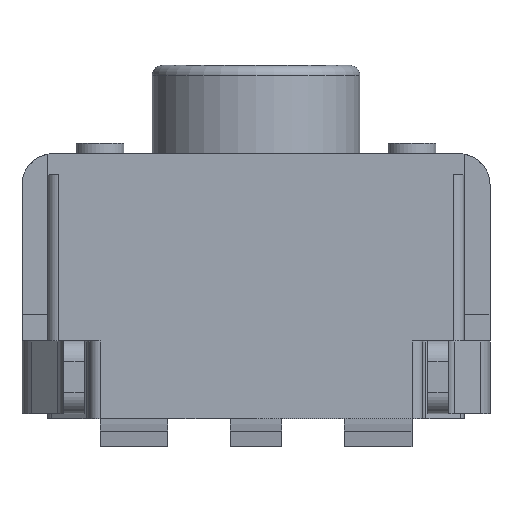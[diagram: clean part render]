
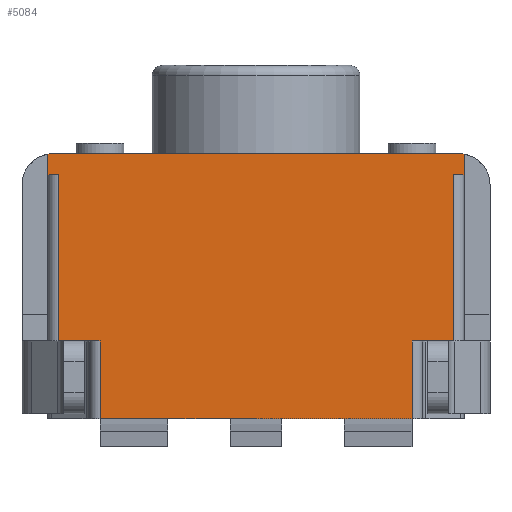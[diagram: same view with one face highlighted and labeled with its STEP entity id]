
A CAD part, front view. The second image highlights one B-rep face of the part: STEP entity #5084.
In plain terms, the highlighted planar face has unit normal (0, -1, 0).
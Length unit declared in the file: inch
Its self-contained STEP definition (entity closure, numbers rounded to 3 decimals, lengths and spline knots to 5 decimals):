
#1002=CARTESIAN_POINT('',(0.0748,-0.06299,0.09252));
#1003=VERTEX_POINT('',#1002);
#1011=CARTESIAN_POINT('',(0.07874,-0.06299,0.09252));
#1012=VERTEX_POINT('',#1011);
#1019=CARTESIAN_POINT('',(0.07874,-0.06299,0.09252));
#1020=DIRECTION('',(-1.0,0.0,0.0));
#1021=VECTOR('',#1020,0.00394);
#1022=LINE('',#1019,#1021);
#1023=EDGE_CURVE('',#1012,#1003,#1022,.T.);
#1033=CARTESIAN_POINT('',(-0.0748,-0.06299,0.09252));
#1034=VERTEX_POINT('',#1033);
#1044=CARTESIAN_POINT('',(-0.07874,-0.06299,0.09252));
#1045=VERTEX_POINT('',#1044);
#1046=CARTESIAN_POINT('',(-0.0748,-0.06299,0.09252));
#1047=DIRECTION('',(-1.0,0.0,0.0));
#1048=VECTOR('',#1047,0.00394);
#1049=LINE('',#1046,#1048);
#1050=EDGE_CURVE('',#1034,#1045,#1049,.T.);
#1424=CARTESIAN_POINT('',(0.07677,-0.06299,0.10039));
#1425=VERTEX_POINT('',#1424);
#1432=CARTESIAN_POINT('',(0.07874,-0.06299,0.10023));
#1433=VERTEX_POINT('',#1432);
#1434=CARTESIAN_POINT('',(0.07677,-0.06299,0.08858));
#1435=DIRECTION('',(0.0,1.0,0.0));
#1436=DIRECTION('',(0.707,0.0,0.707));
#1437=AXIS2_PLACEMENT_3D('',#1434,#1435,#1436);
#1438=CIRCLE('',#1437,0.01181);
#1439=EDGE_CURVE('',#1425,#1433,#1438,.T.);
#1546=CARTESIAN_POINT('',(-0.07677,-0.06299,0.10039));
#1547=VERTEX_POINT('',#1546);
#1554=CARTESIAN_POINT('',(0.07677,-0.06299,0.10039));
#1555=DIRECTION('',(-1.0,0.0,0.0));
#1556=VECTOR('',#1555,0.15354);
#1557=LINE('',#1554,#1556);
#1558=EDGE_CURVE('',#1425,#1547,#1557,.T.);
#1976=CARTESIAN_POINT('',(-0.07874,-0.06299,0.10023));
#1977=VERTEX_POINT('',#1976);
#1984=CARTESIAN_POINT('',(-0.07677,-0.06299,0.08858));
#1985=DIRECTION('',(0.0,1.0,0.0));
#1986=DIRECTION('',(-0.707,0.0,0.707));
#1987=AXIS2_PLACEMENT_3D('',#1984,#1985,#1986);
#1988=CIRCLE('',#1987,0.01181);
#1989=EDGE_CURVE('',#1977,#1547,#1988,.T.);
#3501=CARTESIAN_POINT('',(-0.07874,-0.06299,0.09252));
#3502=DIRECTION('',(0.0,0.0,1.0));
#3503=VECTOR('',#3502,0.00771);
#3504=LINE('',#3501,#3503);
#3505=EDGE_CURVE('',#1045,#1977,#3504,.T.);
#3609=CARTESIAN_POINT('',(0.0748,-0.06299,0.02953));
#3610=VERTEX_POINT('',#3609);
#3618=CARTESIAN_POINT('',(0.05906,-0.06299,0.02953));
#3619=VERTEX_POINT('',#3618);
#3620=CARTESIAN_POINT('',(0.0748,-0.06299,0.02953));
#3621=DIRECTION('',(-1.0,0.0,0.0));
#3622=VECTOR('',#3621,0.01575);
#3623=LINE('',#3620,#3622);
#3624=EDGE_CURVE('',#3610,#3619,#3623,.T.);
#4345=CARTESIAN_POINT('',(0.05906,-0.06299,0.));
#4346=VERTEX_POINT('',#4345);
#4354=CARTESIAN_POINT('',(-0.05906,-0.06299,0.));
#4355=VERTEX_POINT('',#4354);
#4356=CARTESIAN_POINT('',(0.05906,-0.06299,0.));
#4357=DIRECTION('',(-1.0,0.0,0.0));
#4358=VECTOR('',#4357,0.11811);
#4359=LINE('',#4356,#4358);
#4360=EDGE_CURVE('',#4346,#4355,#4359,.T.);
#4511=CARTESIAN_POINT('',(0.07874,-0.06299,0.09252));
#4512=DIRECTION('',(0.0,0.0,1.0));
#4513=VECTOR('',#4512,0.00771);
#4514=LINE('',#4511,#4513);
#4515=EDGE_CURVE('',#1012,#1433,#4514,.T.);
#5028=CARTESIAN_POINT('',(0.0748,-0.06299,0.09252));
#5029=DIRECTION('',(0.0,0.0,-1.0));
#5030=VECTOR('',#5029,0.06299);
#5031=LINE('',#5028,#5030);
#5032=EDGE_CURVE('',#1003,#3610,#5031,.T.);
#5039=CARTESIAN_POINT('',(0.08661,-0.06299,-0.00502));
#5040=DIRECTION('',(0.0,-1.0,0.0));
#5041=DIRECTION('',(0.0,0.0,-1.0));
#5042=AXIS2_PLACEMENT_3D('',#5039,#5040,#5041);
#5043=PLANE('',#5042);
#5044=ORIENTED_EDGE('',*,*,#5032,.F.);
#5045=ORIENTED_EDGE('',*,*,#1023,.F.);
#5046=ORIENTED_EDGE('',*,*,#4515,.T.);
#5047=ORIENTED_EDGE('',*,*,#1439,.F.);
#5048=ORIENTED_EDGE('',*,*,#1558,.T.);
#5049=ORIENTED_EDGE('',*,*,#1989,.F.);
#5050=ORIENTED_EDGE('',*,*,#3505,.F.);
#5051=ORIENTED_EDGE('',*,*,#1050,.F.);
#5052=CARTESIAN_POINT('',(-0.0748,-0.06299,0.02953));
#5053=VERTEX_POINT('',#5052);
#5054=CARTESIAN_POINT('',(-0.0748,-0.06299,0.02953));
#5055=DIRECTION('',(0.0,0.0,1.0));
#5056=VECTOR('',#5055,0.06299);
#5057=LINE('',#5054,#5056);
#5058=EDGE_CURVE('',#5053,#1034,#5057,.T.);
#5059=ORIENTED_EDGE('',*,*,#5058,.F.);
#5060=CARTESIAN_POINT('',(-0.05906,-0.06299,0.02953));
#5061=VERTEX_POINT('',#5060);
#5062=CARTESIAN_POINT('',(-0.05906,-0.06299,0.02953));
#5063=DIRECTION('',(-1.0,0.0,0.0));
#5064=VECTOR('',#5063,0.01575);
#5065=LINE('',#5062,#5064);
#5066=EDGE_CURVE('',#5061,#5053,#5065,.T.);
#5067=ORIENTED_EDGE('',*,*,#5066,.F.);
#5068=CARTESIAN_POINT('',(-0.05906,-0.06299,0.));
#5069=DIRECTION('',(0.0,0.0,1.0));
#5070=VECTOR('',#5069,0.02953);
#5071=LINE('',#5068,#5070);
#5072=EDGE_CURVE('',#4355,#5061,#5071,.T.);
#5073=ORIENTED_EDGE('',*,*,#5072,.F.);
#5074=ORIENTED_EDGE('',*,*,#4360,.F.);
#5075=CARTESIAN_POINT('',(0.05906,-0.06299,0.02953));
#5076=DIRECTION('',(0.0,0.0,-1.0));
#5077=VECTOR('',#5076,0.02953);
#5078=LINE('',#5075,#5077);
#5079=EDGE_CURVE('',#3619,#4346,#5078,.T.);
#5080=ORIENTED_EDGE('',*,*,#5079,.F.);
#5081=ORIENTED_EDGE('',*,*,#3624,.F.);
#5082=EDGE_LOOP('',(#5044,#5045,#5046,#5047,#5048,#5049,#5050,#5051,#5059,#5067,#5073,#5074,#5080,#5081));
#5083=FACE_OUTER_BOUND('',#5082,.T.);
#5084=ADVANCED_FACE('',(#5083),#5043,.T.);
